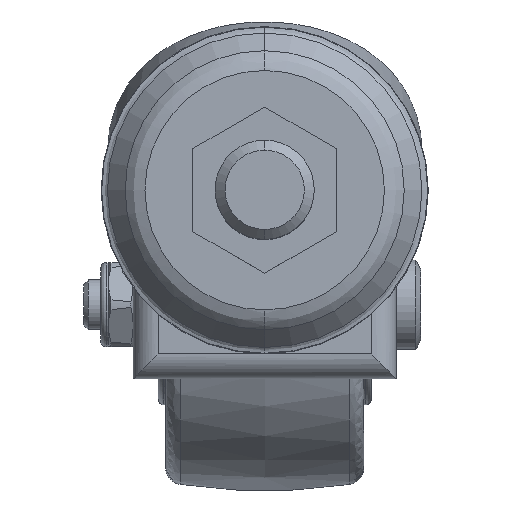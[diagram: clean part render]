
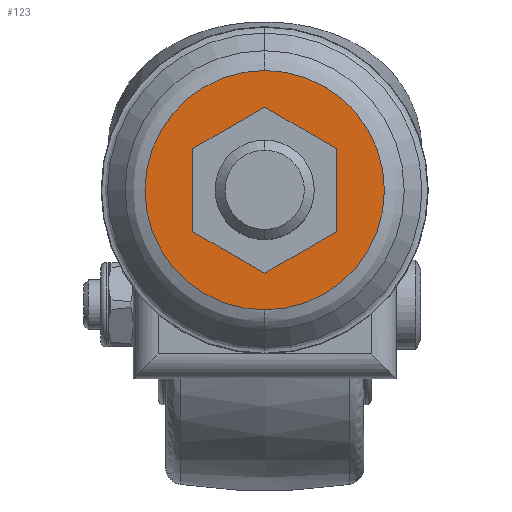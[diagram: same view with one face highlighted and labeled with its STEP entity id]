
A CAD part, top view. The second image highlights one B-rep face of the part: STEP entity #123.
In plain terms, the highlighted face is planar.
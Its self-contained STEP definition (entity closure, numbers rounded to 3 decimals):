
#123=ADVANCED_FACE('',(#436,#437),#435,.T.);
#435=PLANE('',#2507);
#436=FACE_OUTER_BOUND('',#2508,.T.);
#437=FACE_BOUND('',#2509,.T.);
#2504=CARTESIAN_POINT('',(-50.174,0.,-55.522));
#2505=DIRECTION('',(0.,1.,0.));
#2506=DIRECTION('',(0.,0.,1.));
#2507=AXIS2_PLACEMENT_3D('',#2504,#2505,#2506);
#2508=EDGE_LOOP('',(#4249,#4250));
#2509=EDGE_LOOP('',(#4251,#4252,#4253,#4254,#4255,#4256));
#4249=ORIENTED_EDGE('',*,*,#5306,.T.);
#4250=ORIENTED_EDGE('',*,*,#5307,.T.);
#4251=ORIENTED_EDGE('',*,*,#5308,.F.);
#4252=ORIENTED_EDGE('',*,*,#5309,.F.);
#4253=ORIENTED_EDGE('',*,*,#5310,.F.);
#4254=ORIENTED_EDGE('',*,*,#5311,.F.);
#4255=ORIENTED_EDGE('',*,*,#5312,.F.);
#4256=ORIENTED_EDGE('',*,*,#5313,.F.);
#5306=EDGE_CURVE('',#6248,#6249,#6250,.T.);
#5307=EDGE_CURVE('',#6249,#6248,#6256,.T.);
#5308=EDGE_CURVE('',#6262,#6263,#6264,.T.);
#5309=EDGE_CURVE('',#6270,#6262,#6271,.T.);
#5310=EDGE_CURVE('',#6277,#6270,#6278,.T.);
#5311=EDGE_CURVE('',#6284,#6277,#6285,.T.);
#5312=EDGE_CURVE('',#6291,#6284,#6292,.T.);
#5313=EDGE_CURVE('',#6263,#6291,#6298,.T.);
#6248=VERTEX_POINT('',#9862);
#6249=VERTEX_POINT('',#9863);
#6250=CIRCLE('',#9867,24.14);
#6256=CIRCLE('',#9871,24.14);
#6262=VERTEX_POINT('',#9872);
#6263=VERTEX_POINT('',#9873);
#6264=LINE('',#9874,#9875);
#6270=VERTEX_POINT('',#9877);
#6271=LINE('',#9878,#9879);
#6277=VERTEX_POINT('',#9881);
#6278=LINE('',#9882,#9883);
#6284=VERTEX_POINT('',#9885);
#6285=LINE('',#9886,#9887);
#6291=VERTEX_POINT('',#9889);
#6292=LINE('',#9890,#9891);
#6298=LINE('',#9893,#9894);
#9862=CARTESIAN_POINT('',(0.,0.,24.14));
#9863=CARTESIAN_POINT('',(0.,0.,-24.14));
#9864=CARTESIAN_POINT('',(0.,0.,0.));
#9865=DIRECTION('',(0.,1.,0.));
#9866=DIRECTION('',(0.,0.,1.));
#9867=AXIS2_PLACEMENT_3D('',#9864,#9865,#9866);
#9868=CARTESIAN_POINT('',(0.,0.,0.));
#9869=DIRECTION('',(0.,1.,0.));
#9870=DIRECTION('',(0.,0.,1.));
#9871=AXIS2_PLACEMENT_3D('',#9868,#9869,#9870);
#9872=CARTESIAN_POINT('',(-14.5,0.,8.372));
#9873=CARTESIAN_POINT('',(0.,0.,16.743));
#9874=CARTESIAN_POINT('',(-14.5,0.,8.372));
#9875=VECTOR('',#9876,16.743);
#9876=DIRECTION('',(0.866,0.,0.5));
#9877=CARTESIAN_POINT('',(-14.5,0.,-8.372));
#9878=CARTESIAN_POINT('',(-14.5,0.,-8.372));
#9879=VECTOR('',#9880,16.743);
#9880=DIRECTION('',(0.,0.,1.));
#9881=CARTESIAN_POINT('',(0.,0.,-16.743));
#9882=CARTESIAN_POINT('',(0.,0.,-16.743));
#9883=VECTOR('',#9884,16.743);
#9884=DIRECTION('',(-0.866,0.,0.5));
#9885=CARTESIAN_POINT('',(14.5,0.,-8.372));
#9886=CARTESIAN_POINT('',(14.5,0.,-8.372));
#9887=VECTOR('',#9888,16.743);
#9888=DIRECTION('',(-0.866,0.,-0.5));
#9889=CARTESIAN_POINT('',(14.5,0.,8.372));
#9890=CARTESIAN_POINT('',(14.5,0.,8.372));
#9891=VECTOR('',#9892,16.743);
#9892=DIRECTION('',(0.,0.,-1.));
#9893=CARTESIAN_POINT('',(0.,0.,16.743));
#9894=VECTOR('',#9895,16.743);
#9895=DIRECTION('',(0.866,0.,-0.5));
